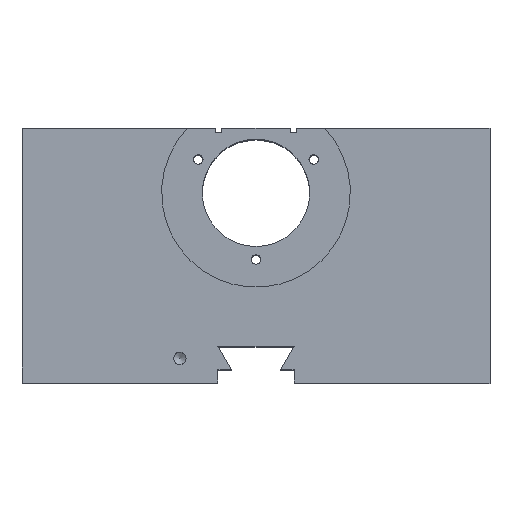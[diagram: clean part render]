
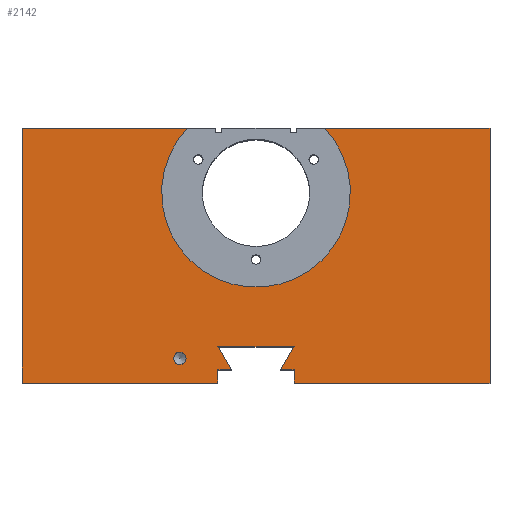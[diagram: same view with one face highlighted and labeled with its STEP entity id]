
A CAD part, top view. The second image highlights one B-rep face of the part: STEP entity #2142.
In plain terms, the highlighted planar face has unit normal (0, 0, 1).
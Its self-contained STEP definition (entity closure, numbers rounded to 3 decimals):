
#132=FACE_BOUND('',#422,.T.);
#240=FACE_OUTER_BOUND('',#421,.T.);
#421=EDGE_LOOP('',(#1928,#1929,#1930,#1931,#1932,#1933,#1934,#1935,#1936,
#1937,#1938,#1939,#1940,#1941));
#422=EDGE_LOOP('',(#1942));
#465=CIRCLE('',#2235,24.8);
#492=CIRCLE('',#2279,1.621);
#574=LINE('',#3078,#786);
#582=LINE('',#3097,#794);
#616=LINE('',#3252,#828);
#665=LINE('',#3532,#877);
#668=LINE('',#3537,#880);
#670=LINE('',#3541,#882);
#672=LINE('',#3545,#884);
#677=LINE('',#3554,#889);
#678=LINE('',#3557,#890);
#681=LINE('',#3563,#893);
#686=LINE('',#3572,#898);
#693=LINE('',#3583,#905);
#703=LINE('',#3602,#915);
#786=VECTOR('',#2480,10.);
#794=VECTOR('',#2496,10.);
#828=VECTOR('',#2578,10.);
#877=VECTOR('',#2799,10.);
#880=VECTOR('',#2804,10.);
#882=VECTOR('',#2808,10.);
#884=VECTOR('',#2812,10.);
#889=VECTOR('',#2821,10.);
#890=VECTOR('',#2824,10.);
#893=VECTOR('',#2829,10.);
#898=VECTOR('',#2838,10.);
#905=VECTOR('',#2849,10.);
#915=VECTOR('',#2869,10.);
#992=VERTEX_POINT('',#3075);
#993=VERTEX_POINT('',#3077);
#999=VERTEX_POINT('',#3094);
#1000=VERTEX_POINT('',#3096);
#1029=VERTEX_POINT('',#3251);
#1080=VERTEX_POINT('',#3452);
#1105=VERTEX_POINT('',#3529);
#1106=VERTEX_POINT('',#3531);
#1107=VERTEX_POINT('',#3535);
#1108=VERTEX_POINT('',#3539);
#1109=VERTEX_POINT('',#3544);
#1111=VERTEX_POINT('',#3552);
#1112=VERTEX_POINT('',#3556);
#1113=VERTEX_POINT('',#3560);
#1114=VERTEX_POINT('',#3562);
#1217=EDGE_CURVE('',#992,#993,#574,.T.);
#1227=EDGE_CURVE('',#999,#1000,#582,.T.);
#1272=EDGE_CURVE('',#1029,#1000,#616,.T.);
#1297=EDGE_CURVE('',#999,#993,#465,.T.);
#1335=EDGE_CURVE('',#1080,#1080,#492,.T.);
#1365=EDGE_CURVE('',#1106,#1105,#665,.T.);
#1368=EDGE_CURVE('',#1105,#1107,#668,.T.);
#1370=EDGE_CURVE('',#1107,#1108,#670,.T.);
#1372=EDGE_CURVE('',#1109,#1029,#672,.T.);
#1377=EDGE_CURVE('',#1108,#1111,#677,.T.);
#1378=EDGE_CURVE('',#1112,#1109,#678,.T.);
#1381=EDGE_CURVE('',#1114,#1113,#681,.T.);
#1386=EDGE_CURVE('',#1113,#1112,#686,.T.);
#1393=EDGE_CURVE('',#1106,#992,#693,.T.);
#1403=EDGE_CURVE('',#1111,#1114,#703,.T.);
#1928=ORIENTED_EDGE('',*,*,#1297,.T.);
#1929=ORIENTED_EDGE('',*,*,#1217,.F.);
#1930=ORIENTED_EDGE('',*,*,#1393,.F.);
#1931=ORIENTED_EDGE('',*,*,#1365,.T.);
#1932=ORIENTED_EDGE('',*,*,#1368,.T.);
#1933=ORIENTED_EDGE('',*,*,#1370,.T.);
#1934=ORIENTED_EDGE('',*,*,#1377,.T.);
#1935=ORIENTED_EDGE('',*,*,#1403,.T.);
#1936=ORIENTED_EDGE('',*,*,#1381,.T.);
#1937=ORIENTED_EDGE('',*,*,#1386,.T.);
#1938=ORIENTED_EDGE('',*,*,#1378,.T.);
#1939=ORIENTED_EDGE('',*,*,#1372,.T.);
#1940=ORIENTED_EDGE('',*,*,#1272,.T.);
#1941=ORIENTED_EDGE('',*,*,#1227,.F.);
#1942=ORIENTED_EDGE('',*,*,#1335,.T.);
#2036=PLANE('',#2322);
#2142=ADVANCED_FACE('',(#240,#132),#2036,.T.);
#2235=AXIS2_PLACEMENT_3D('',#3369,#2625,#2626);
#2279=AXIS2_PLACEMENT_3D('',#3453,#2722,#2723);
#2322=AXIS2_PLACEMENT_3D('',#3607,#2877,#2878);
#2480=DIRECTION('',(1.,0.,0.));
#2496=DIRECTION('',(1.,0.,0.));
#2578=DIRECTION('',(0.,1.,0.));
#2625=DIRECTION('center_axis',(0.,0.,-1.));
#2626=DIRECTION('ref_axis',(-1.,0.,0.));
#2722=DIRECTION('center_axis',(0.,0.,-1.));
#2723=DIRECTION('ref_axis',(1.,0.,0.));
#2799=DIRECTION('',(1.,0.,0.));
#2804=DIRECTION('',(0.,1.,0.));
#2808=DIRECTION('',(1.,0.,0.));
#2812=DIRECTION('',(1.,0.,0.));
#2821=DIRECTION('',(-0.5,0.866,0.));
#2824=DIRECTION('',(0.,-1.,0.));
#2829=DIRECTION('',(-0.5,-0.866,0.));
#2838=DIRECTION('',(1.,0.,0.));
#2849=DIRECTION('',(0.,1.,0.));
#2869=DIRECTION('',(1.,0.,0.));
#2877=DIRECTION('center_axis',(0.,0.,1.));
#2878=DIRECTION('ref_axis',(1.,0.,0.));
#3075=CARTESIAN_POINT('',(-61.5,67.,61.5));
#3077=CARTESIAN_POINT('',(-18.057,67.,61.5));
#3078=CARTESIAN_POINT('',(-61.5,67.,61.5));
#3094=CARTESIAN_POINT('',(18.057,67.,61.5));
#3096=CARTESIAN_POINT('',(61.5,67.,61.5));
#3097=CARTESIAN_POINT('',(-61.5,67.,61.5));
#3251=CARTESIAN_POINT('',(61.5,0.,61.5));
#3252=CARTESIAN_POINT('',(61.5,0.,61.5));
#3369=CARTESIAN_POINT('Origin',(0.,50.,61.5));
#3452=CARTESIAN_POINT('',(-18.379,6.5,61.5));
#3453=CARTESIAN_POINT('Origin',(-20.,6.5,61.5));
#3529=CARTESIAN_POINT('',(-10.,0.,61.5));
#3531=CARTESIAN_POINT('',(-61.5,0.,61.5));
#3532=CARTESIAN_POINT('',(-61.5,0.,61.5));
#3535=CARTESIAN_POINT('',(-10.,3.5,61.5));
#3537=CARTESIAN_POINT('',(-10.,0.,61.5));
#3539=CARTESIAN_POINT('',(-6.48,3.5,61.5));
#3541=CARTESIAN_POINT('',(-35.75,3.5,61.5));
#3544=CARTESIAN_POINT('',(10.,0.,61.5));
#3545=CARTESIAN_POINT('',(-61.5,0.,61.5));
#3552=CARTESIAN_POINT('',(-10.002,9.6,61.5));
#3554=CARTESIAN_POINT('',(-12.6,14.1,61.5));
#3556=CARTESIAN_POINT('',(10.,3.5,61.5));
#3557=CARTESIAN_POINT('',(10.,1.75,61.5));
#3560=CARTESIAN_POINT('',(6.48,3.5,61.5));
#3562=CARTESIAN_POINT('',(10.002,9.6,61.5));
#3563=CARTESIAN_POINT('',(-1.014,-9.481,61.5));
#3572=CARTESIAN_POINT('',(-35.75,3.5,61.5));
#3583=CARTESIAN_POINT('',(-61.5,0.,61.5));
#3602=CARTESIAN_POINT('',(-35.751,9.6,61.5));
#3607=CARTESIAN_POINT('Origin',(-61.5,0.,61.5));
